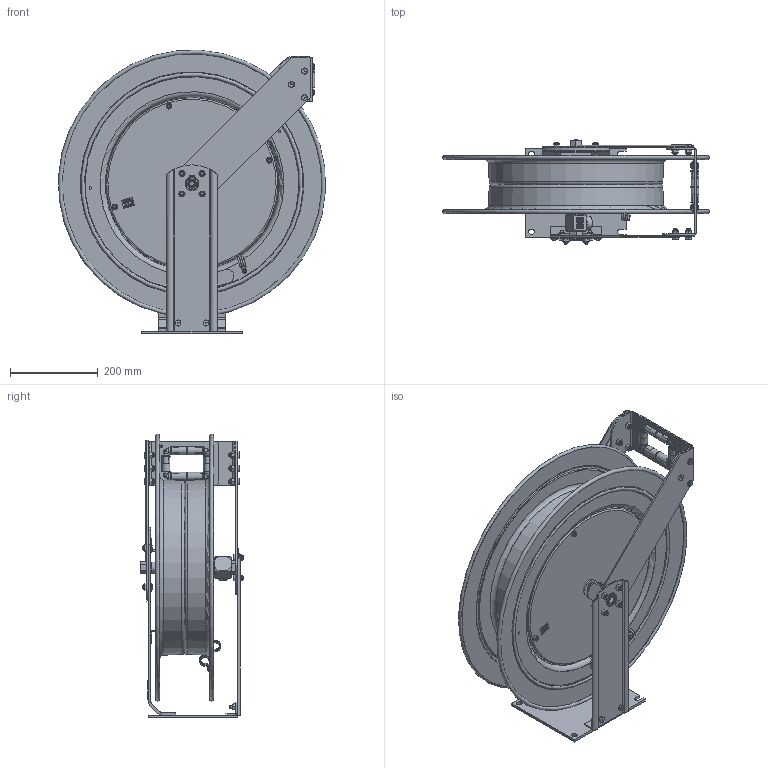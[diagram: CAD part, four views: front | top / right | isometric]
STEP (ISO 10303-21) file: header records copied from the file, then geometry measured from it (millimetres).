
FILE_DESCRIPTION(/* description */ (''),/* implementation_level */ '2;1');
FILE_NAME(/* name */ 'EZ-TSH-475_SHARED.stp',/* time_stamp */ '2020-01-24T09:47:04-07:00',/* author */ ('NMelton'),/* organization */ (''),/* preprocessor_version */ 'ST-DEVELOPER v17',/* originating_system */ 'Autodesk Inventor 2019',/* authorisation */ '');
FILE_SCHEMA (('AUTOMOTIVE_DESIGN { 1 0 10303 214 3 1 1 }'));
Products named in the file (1): EZ-TSH-475_SHARED
Bounding box: 608.58 x 237.12 x 646.94 mm (x, y, z)
Surface area: 2046137.4 mm2 (no closed solid volume)
Topology: 0 solids, 213 shells, 2861 faces, 12555 edges, 9415 vertices
Faces by surface type: plane 1410, cylinder 673, bspline 383, cone 230, torus 107, sphere 58
Full cylindrical faces by diameter (mm): 1.981 x2, 2.159 x1, 2.54 x1, 3.048 x1, 4.699 x4, 4.826 x2, 5.588 x5, 6.35 x8, 7.938 x12, 8.636 x4, 9.525 x1, 10.414 x1, 11.43 x12, 12.192 x16, 12.7 x3, 15.875 x1, 19.05 x7, 19.253 x1, 23.876 x1, 25.324 x1, 25.362 x1, 25.4 x1, 26.314 x1, 27.94 x2, 28.448 x1, 30.15 x1, 39.624 x1, 390.388 x1
Entity records: 136256 total; most frequent: CARTESIAN_POINT 39109, ORIENTED_EDGE 17894, DIRECTION 17385, EDGE_CURVE 12464, VERTEX_POINT 9415, LINE 6809, VECTOR 6809, AXIS2_PLACEMENT_3D 5288
